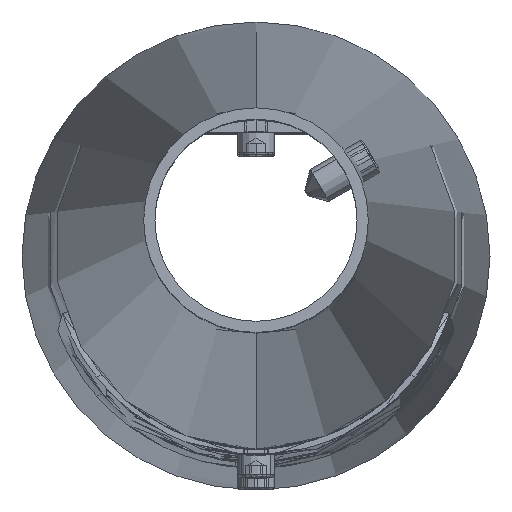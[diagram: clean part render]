
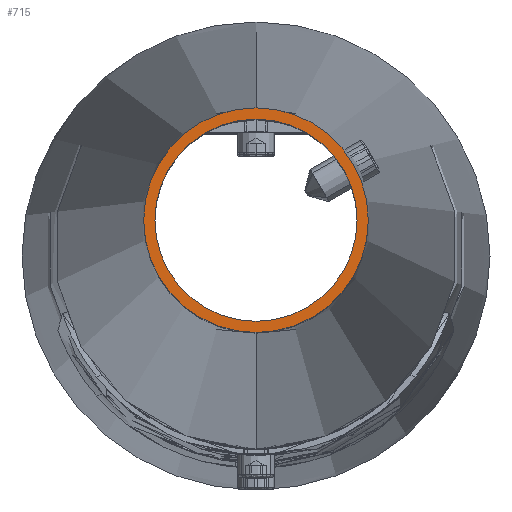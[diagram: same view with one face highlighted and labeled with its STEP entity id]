
A CAD part, top view. The second image highlights one B-rep face of the part: STEP entity #715.
In plain terms, the highlighted face is planar.
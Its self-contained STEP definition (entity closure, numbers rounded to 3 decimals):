
#56 = AXIS2_PLACEMENT_3D ( 'NONE', #2551, #2945, #2917 ) ;
#192 = CIRCLE ( 'NONE', #2134, 27. ) ;
#315 = DIRECTION ( 'NONE',  ( 0., -1., 0. ) ) ;
#619 = CIRCLE ( 'NONE', #56, 30. ) ;
#715 = ADVANCED_FACE ( 'NONE', ( #1053, #736 ), #4082, .T. ) ;
#736 = FACE_OUTER_BOUND ( 'NONE', #2084, .T. ) ;
#914 = DIRECTION ( 'NONE',  ( 0., 0., -1. ) ) ;
#917 = AXIS2_PLACEMENT_3D ( 'NONE', #3664, #315, #1430 ) ;
#1053 = FACE_BOUND ( 'NONE', #1759, .T. ) ;
#1430 = DIRECTION ( 'NONE',  ( 0., 0., -1. ) ) ;
#1534 = ORIENTED_EDGE ( 'NONE', *, *, #4043, .F. ) ;
#1603 = ORIENTED_EDGE ( 'NONE', *, *, #2486, .F. ) ;
#1679 = CARTESIAN_POINT ( 'NONE',  ( 0., 5500., 0. ) ) ;
#1736 = CARTESIAN_POINT ( 'NONE',  ( 0., 5500., -30. ) ) ;
#1759 = EDGE_LOOP ( 'NONE', ( #3938, #2967 ) ) ;
#1928 = AXIS2_PLACEMENT_3D ( 'NONE', #2185, #3647, #4840 ) ;
#1954 = VERTEX_POINT ( 'NONE', #4073 ) ;
#1964 = CARTESIAN_POINT ( 'NONE',  ( 0., 5500., -27. ) ) ;
#2084 = EDGE_LOOP ( 'NONE', ( #1603, #1534 ) ) ;
#2134 = AXIS2_PLACEMENT_3D ( 'NONE', #1679, #4015, #2768 ) ;
#2156 = VERTEX_POINT ( 'NONE', #1964 ) ;
#2185 = CARTESIAN_POINT ( 'NONE',  ( -30., 5500., 0. ) ) ;
#2266 = CARTESIAN_POINT ( 'NONE',  ( 0., 5500., 30. ) ) ;
#2486 = EDGE_CURVE ( 'NONE', #2936, #4070, #619, .T. ) ;
#2551 = CARTESIAN_POINT ( 'NONE',  ( 0., 5500., 0. ) ) ;
#2690 = AXIS2_PLACEMENT_3D ( 'NONE', #4433, #3547, #914 ) ;
#2768 = DIRECTION ( 'NONE',  ( 0., 0., -1. ) ) ;
#2848 = CIRCLE ( 'NONE', #2690, 30. ) ;
#2917 = DIRECTION ( 'NONE',  ( 0., 0., -1. ) ) ;
#2936 = VERTEX_POINT ( 'NONE', #1736 ) ;
#2945 = DIRECTION ( 'NONE',  ( 0., -1., 0. ) ) ;
#2967 = ORIENTED_EDGE ( 'NONE', *, *, #3988, .T. ) ;
#3533 = EDGE_CURVE ( 'NONE', #2156, #1954, #192, .T. ) ;
#3547 = DIRECTION ( 'NONE',  ( 0., -1., 0. ) ) ;
#3647 = DIRECTION ( 'NONE',  ( 0., 1., 0. ) ) ;
#3664 = CARTESIAN_POINT ( 'NONE',  ( 0., 5500., 0. ) ) ;
#3734 = CIRCLE ( 'NONE', #917, 27. ) ;
#3938 = ORIENTED_EDGE ( 'NONE', *, *, #3533, .T. ) ;
#3988 = EDGE_CURVE ( 'NONE', #1954, #2156, #3734, .T. ) ;
#4015 = DIRECTION ( 'NONE',  ( 0., -1., 0. ) ) ;
#4043 = EDGE_CURVE ( 'NONE', #4070, #2936, #2848, .T. ) ;
#4070 = VERTEX_POINT ( 'NONE', #2266 ) ;
#4073 = CARTESIAN_POINT ( 'NONE',  ( 0., 5500., 27. ) ) ;
#4082 = PLANE ( 'NONE',  #1928 ) ;
#4433 = CARTESIAN_POINT ( 'NONE',  ( 0., 5500., 0. ) ) ;
#4840 = DIRECTION ( 'NONE',  ( 0., 0., 1. ) ) ;
